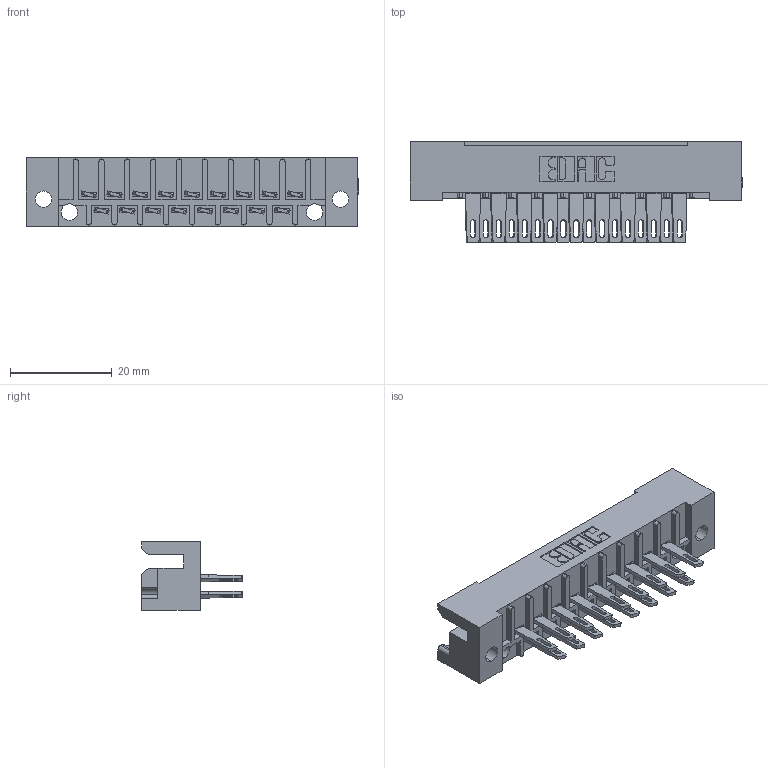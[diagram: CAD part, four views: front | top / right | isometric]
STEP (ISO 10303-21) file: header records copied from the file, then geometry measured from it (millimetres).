
FILE_DESCRIPTION (( 'STEP AP203' ), '1' );
FILE_NAME ('424-017-500-122.STEP', '2019-11-27T19:31:33', ( '' ), ( '' ), 'SwSTEP 2.0', 'SolidWorks 2016', '' );
FILE_SCHEMA (( 'CONFIG_CONTROL_DESIGN' ));
Length unit declared in the file: inch
Products named in the file (3): 424-017-500-122; 408-290-001_408-290-100; 424 Part_017
Assembly tree (18 placements, depth 2):
  424-017-500-122
    424 Part_017
    408-290-001_408-290-100  x17
Bounding box: 65.28 x 19.79 x 13.49 mm (x, y, z)
Volume: 6835.8 mm3; surface area: 9009.6 mm2
Topology: 18 solids, 18 shells, 1114 faces, 3088 edges, 2012 vertices
Faces by surface type: plane 786, cylinder 260, bspline 68
Entity records: 16543 total; most frequent: CARTESIAN_POINT 2867, ORIENTED_EDGE 2784, DIRECTION 2570, EDGE_CURVE 1392, LINE 1188, VECTOR 1188, VERTEX_POINT 924, AXIS2_PLACEMENT_3D 691
